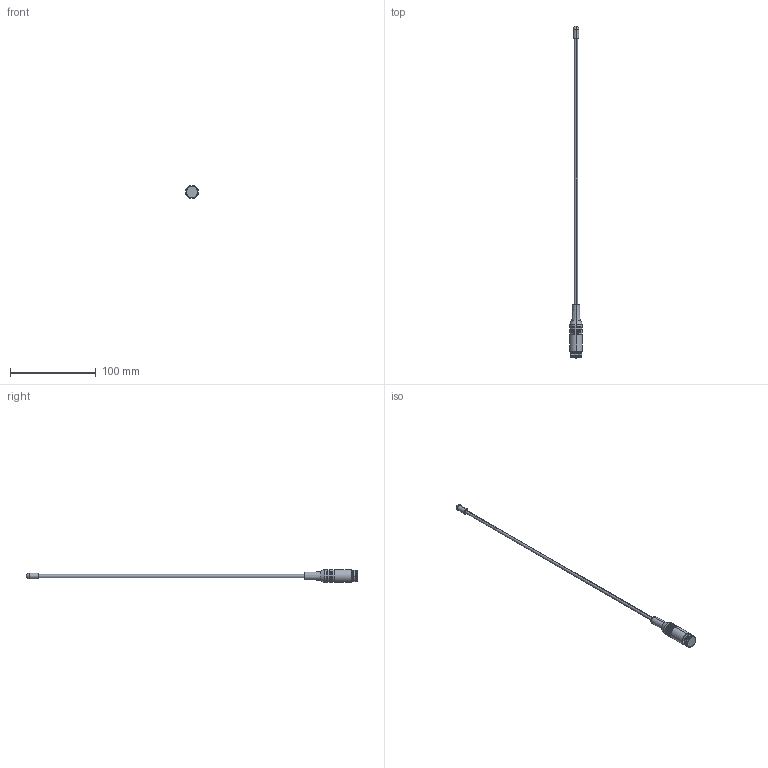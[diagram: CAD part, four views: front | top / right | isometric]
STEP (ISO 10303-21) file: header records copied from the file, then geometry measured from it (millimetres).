
FILE_DESCRIPTION (( 'STEP AP214' ), '1' );
FILE_NAME ('LCANRBD1074_3D.step', '2025-03-19T23:29:08', ( '' ), ( '' ), 'SwSTEP 2.0', 'SolidWorks 2022', '' );
FILE_SCHEMA (( 'AUTOMOTIVE_DESIGN' ));
Length unit declared in the file: inch
Products named in the file (1): LCANRBD1074_3D
Bounding box: 15 x 387.2 x 15 mm (x, y, z)
Volume: 12199.4 mm3; surface area: 7033.9 mm2
Topology: 1 solids, 1 shells, 435 faces, 1014 edges, 591 vertices
Faces by surface type: plane 313, cylinder 116, cone 4, torus 2
Entity records: 12170 total; most frequent: DIRECTION 2236, CARTESIAN_POINT 2039, ORIENTED_EDGE 2024, EDGE_CURVE 1012, AXIS2_PLACEMENT_3D 788, VECTOR 660, LINE 660, VERTEX_POINT 591
